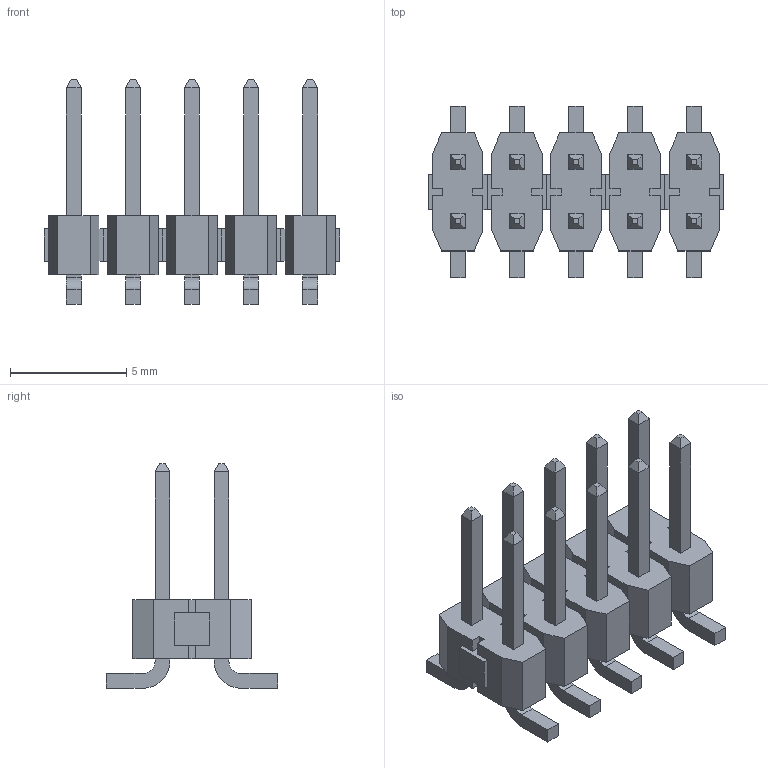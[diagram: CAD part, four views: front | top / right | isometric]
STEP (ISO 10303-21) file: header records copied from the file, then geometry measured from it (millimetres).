
FILE_DESCRIPTION (( 'STEP AP214' ), '1' );
FILE_NAME ('TSM-105-01-G-DV.STEP', '2021-03-11T11:12:58', ( '' ), ( '' ), 'SwSTEP 2.0', 'SolidWorks 2018', '' );
FILE_SCHEMA (( 'AUTOMOTIVE_DESIGN' ));
Length unit declared in the file: millimetre
Products named in the file (1): TSM-105-01-G-DV
Bounding box: 12.7 x 7.37 x 9.65 mm (x, y, z)
Volume: 168.3 mm3; surface area: 512.1 mm2
Topology: 5 solids, 5 shells, 350 faces, 920 edges, 600 vertices
Faces by surface type: plane 330, cylinder 20
Entity records: 14464 total; most frequent: CARTESIAN_POINT 1871, ORIENTED_EDGE 1840, DIRECTION 1662, EDGE_CURVE 920, LINE 880, VECTOR 880, VERTEX_POINT 600, AXIS2_PLACEMENT_3D 391
